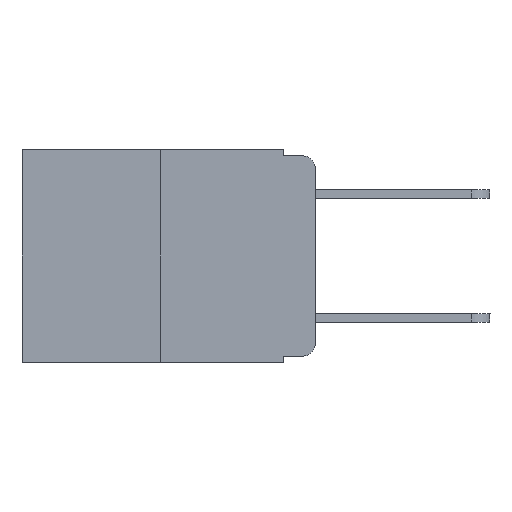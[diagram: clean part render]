
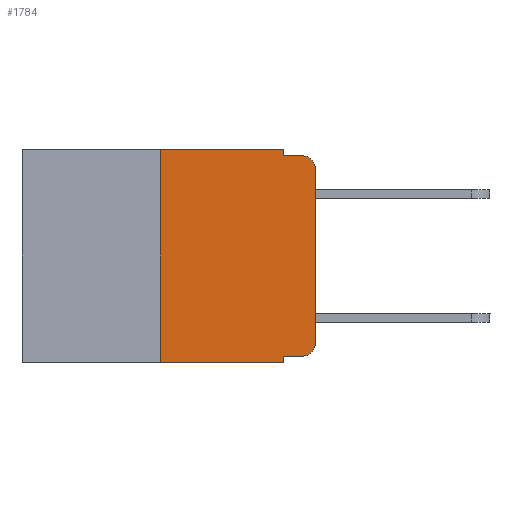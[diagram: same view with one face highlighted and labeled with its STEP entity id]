
A CAD part, left-side view. The second image highlights one B-rep face of the part: STEP entity #1784.
In plain terms, the highlighted planar face has unit normal (-1, 0, 0).
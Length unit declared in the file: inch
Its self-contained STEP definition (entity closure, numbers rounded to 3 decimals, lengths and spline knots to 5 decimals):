
#183 = CARTESIAN_POINT ( 'NONE',  ( 0., 0.02, -0.01 ) ) ;
#313 = LINE ( 'NONE', #8556, #1153 ) ;
#372 = EDGE_CURVE ( 'NONE', #1657, #6594, #4427, .T. ) ;
#440 = VERTEX_POINT ( 'NONE', #183 ) ;
#507 = AXIS2_PLACEMENT_3D ( 'NONE', #6553, #6006, #2985 ) ;
#542 = DIRECTION ( 'NONE',  ( -1., 0., 0. ) ) ;
#794 = ORIENTED_EDGE ( 'NONE', *, *, #1539, .T. ) ;
#872 = DIRECTION ( 'NONE',  ( 0., 0., -1. ) ) ;
#909 = ORIENTED_EDGE ( 'NONE', *, *, #8735, .T. ) ;
#955 = CARTESIAN_POINT ( 'NONE',  ( 0., 0.02, -0.333 ) ) ;
#1030 = DIRECTION ( 'NONE',  ( 0., 0., -1. ) ) ;
#1100 = CARTESIAN_POINT ( 'NONE',  ( 0., 0.051, 0. ) ) ;
#1153 = VECTOR ( 'NONE', #6907, 39.37008 ) ;
#1334 = CARTESIAN_POINT ( 'NONE',  ( 0., 0.051, -0.343 ) ) ;
#1482 = VECTOR ( 'NONE', #9762, 39.37008 ) ;
#1500 = VERTEX_POINT ( 'NONE', #4772 ) ;
#1539 = EDGE_CURVE ( 'NONE', #6088, #2067, #9338, .T. ) ;
#1657 = VERTEX_POINT ( 'NONE', #7388 ) ;
#1748 = EDGE_CURVE ( 'NONE', #1657, #4581, #313, .T. ) ;
#1784 = ADVANCED_FACE ( 'NONE', ( #3832 ), #1791, .F. ) ;
#1791 = PLANE ( 'NONE',  #3823 ) ;
#2067 = VERTEX_POINT ( 'NONE', #2322 ) ;
#2156 = CARTESIAN_POINT ( 'NONE',  ( 0., 0.25, 0. ) ) ;
#2303 = CARTESIAN_POINT ( 'NONE',  ( 0., 0.473, 0. ) ) ;
#2322 = CARTESIAN_POINT ( 'NONE',  ( 0., 0., -0.313 ) ) ;
#2972 = ORIENTED_EDGE ( 'NONE', *, *, #1748, .T. ) ;
#2985 = DIRECTION ( 'NONE',  ( 0., 0., -1. ) ) ;
#3242 = EDGE_CURVE ( 'NONE', #6594, #4319, #7544, .T. ) ;
#3823 = AXIS2_PLACEMENT_3D ( 'NONE', #4800, #6852, #872 ) ;
#3832 = FACE_OUTER_BOUND ( 'NONE', #4607, .T. ) ;
#3936 = VECTOR ( 'NONE', #6350, 39.37008 ) ;
#4221 = ORIENTED_EDGE ( 'NONE', *, *, #8565, .T. ) ;
#4294 = DIRECTION ( 'NONE',  ( 0., 0., -1. ) ) ;
#4319 = VERTEX_POINT ( 'NONE', #1100 ) ;
#4427 = LINE ( 'NONE', #2156, #7286 ) ;
#4529 = VECTOR ( 'NONE', #1030, 39.37008 ) ;
#4577 = DIRECTION ( 'NONE',  ( 0., -1., 0. ) ) ;
#4581 = VERTEX_POINT ( 'NONE', #1334 ) ;
#4607 = EDGE_LOOP ( 'NONE', ( #4221, #9174, #7046, #5324, #4893, #8007, #2972, #8313, #909, #794 ) ) ;
#4772 = CARTESIAN_POINT ( 'NONE',  ( 0., 0.051, -0.01 ) ) ;
#4800 = CARTESIAN_POINT ( 'NONE',  ( 0., 0.473, 0. ) ) ;
#4893 = ORIENTED_EDGE ( 'NONE', *, *, #3242, .F. ) ;
#5324 = ORIENTED_EDGE ( 'NONE', *, *, #9585, .F. ) ;
#5659 = CARTESIAN_POINT ( 'NONE',  ( 0., 0., 0. ) ) ;
#5669 = LINE ( 'NONE', #7897, #4529 ) ;
#5753 = LINE ( 'NONE', #8029, #9456 ) ;
#5864 = LINE ( 'NONE', #5962, #1482 ) ;
#5962 = CARTESIAN_POINT ( 'NONE',  ( 0., 0.051, 0. ) ) ;
#6006 = DIRECTION ( 'NONE',  ( -1., 0., 0. ) ) ;
#6088 = VERTEX_POINT ( 'NONE', #955 ) ;
#6299 = LINE ( 'NONE', #7089, #9753 ) ;
#6350 = DIRECTION ( 'NONE',  ( 0., 0., 1. ) ) ;
#6553 = CARTESIAN_POINT ( 'NONE',  ( 0., 0.02, -0.313 ) ) ;
#6594 = VERTEX_POINT ( 'NONE', #7166 ) ;
#6634 = EDGE_CURVE ( 'NONE', #9438, #440, #7080, .T. ) ;
#6708 = CARTESIAN_POINT ( 'NONE',  ( 0., 0.02, -0.03 ) ) ;
#6829 = EDGE_CURVE ( 'NONE', #9452, #4581, #5669, .T. ) ;
#6852 = DIRECTION ( 'NONE',  ( 1., 0., 0. ) ) ;
#6907 = DIRECTION ( 'NONE',  ( 0., -1., 0. ) ) ;
#7046 = ORIENTED_EDGE ( 'NONE', *, *, #7360, .F. ) ;
#7080 = CIRCLE ( 'NONE', #8330, 0.02 ) ;
#7089 = CARTESIAN_POINT ( 'NONE',  ( 0., 0.051, -0.01 ) ) ;
#7139 = LINE ( 'NONE', #5659, #3936 ) ;
#7166 = CARTESIAN_POINT ( 'NONE',  ( 0., 0.25, 0. ) ) ;
#7207 = CARTESIAN_POINT ( 'NONE',  ( 0., 0.051, -0.333 ) ) ;
#7237 = DIRECTION ( 'NONE',  ( 0., -1., 0. ) ) ;
#7286 = VECTOR ( 'NONE', #8145, 39.37008 ) ;
#7360 = EDGE_CURVE ( 'NONE', #1500, #440, #6299, .T. ) ;
#7388 = CARTESIAN_POINT ( 'NONE',  ( 0., 0.25, -0.343 ) ) ;
#7544 = LINE ( 'NONE', #2303, #9681 ) ;
#7897 = CARTESIAN_POINT ( 'NONE',  ( 0., 0.051, 0. ) ) ;
#8007 = ORIENTED_EDGE ( 'NONE', *, *, #372, .F. ) ;
#8029 = CARTESIAN_POINT ( 'NONE',  ( 0., 0.051, -0.333 ) ) ;
#8042 = CARTESIAN_POINT ( 'NONE',  ( 0., 0., -0.03 ) ) ;
#8145 = DIRECTION ( 'NONE',  ( 0., 0., 1. ) ) ;
#8313 = ORIENTED_EDGE ( 'NONE', *, *, #6829, .F. ) ;
#8330 = AXIS2_PLACEMENT_3D ( 'NONE', #6708, #542, #4294 ) ;
#8556 = CARTESIAN_POINT ( 'NONE',  ( 0., 0.473, -0.343 ) ) ;
#8565 = EDGE_CURVE ( 'NONE', #2067, #9438, #7139, .T. ) ;
#8735 = EDGE_CURVE ( 'NONE', #9452, #6088, #5753, .T. ) ;
#9174 = ORIENTED_EDGE ( 'NONE', *, *, #6634, .T. ) ;
#9311 = DIRECTION ( 'NONE',  ( 0., -1., 0. ) ) ;
#9338 = CIRCLE ( 'NONE', #507, 0.02 ) ;
#9438 = VERTEX_POINT ( 'NONE', #8042 ) ;
#9452 = VERTEX_POINT ( 'NONE', #7207 ) ;
#9456 = VECTOR ( 'NONE', #7237, 39.37008 ) ;
#9585 = EDGE_CURVE ( 'NONE', #4319, #1500, #5864, .T. ) ;
#9681 = VECTOR ( 'NONE', #4577, 39.37008 ) ;
#9753 = VECTOR ( 'NONE', #9311, 39.37008 ) ;
#9762 = DIRECTION ( 'NONE',  ( 0., 0., -1. ) ) ;
